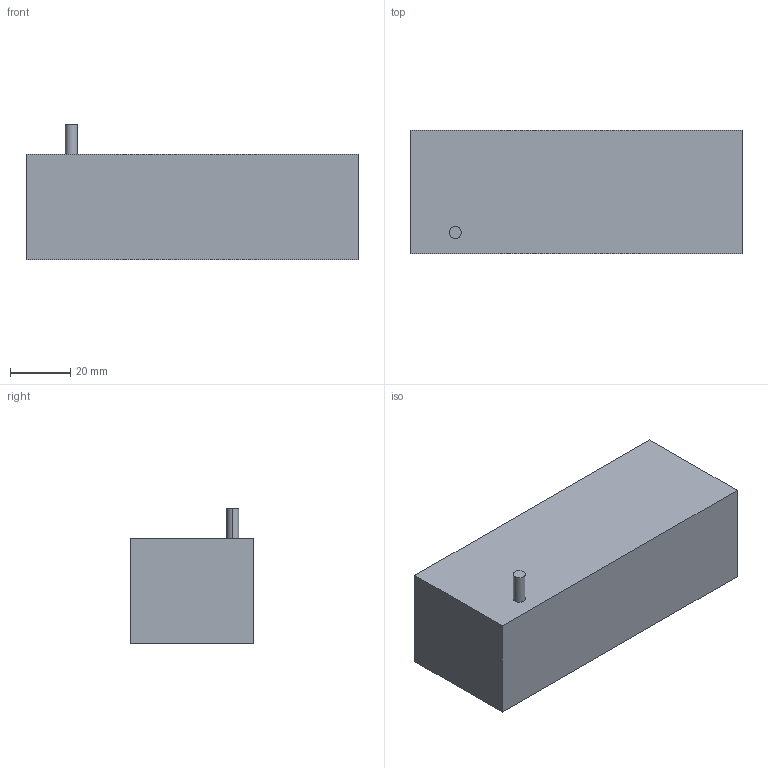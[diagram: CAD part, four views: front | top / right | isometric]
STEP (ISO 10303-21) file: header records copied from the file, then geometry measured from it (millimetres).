
FILE_DESCRIPTION((''),'2;1');
FILE_NAME('FJ6_D000217A','2005-06-07T',('Pepperl+Fuchs'),('Industriehansa'),'PRO/ENGINEER BY PARAMETRIC TECHNOLOGY CORPORATION, 2005290','PRO/ENGINEER BY PARAMETRIC TECHNOLOGY CORPORATION, 2005290','');
FILE_SCHEMA(('AUTOMOTIVE_DESIGN_CC2 { 1 2 10303 214 -1 1 5 2 }'));
Length unit declared in the file: millimetre
Products named in the file (1): FJ6_D000217A
Bounding box: 110 x 41 x 45 mm (x, y, z)
Volume: 157724.3 mm3; surface area: 19967 mm2
Topology: 1 solids, 1 shells, 15 faces, 45 edges, 38 vertices
Faces by surface type: plane 9, cylinder 6
Entity records: 744 total; most frequent: DIRECTION 95, CARTESIAN_POINT 81, ORIENTED_EDGE 60, PRESENTATION_STYLE_ASSIGNMENT 56, STYLED_ITEM 53, CURVE_STYLE 49, AXIS2_PLACEMENT_3D 34, EDGE_CURVE 30
